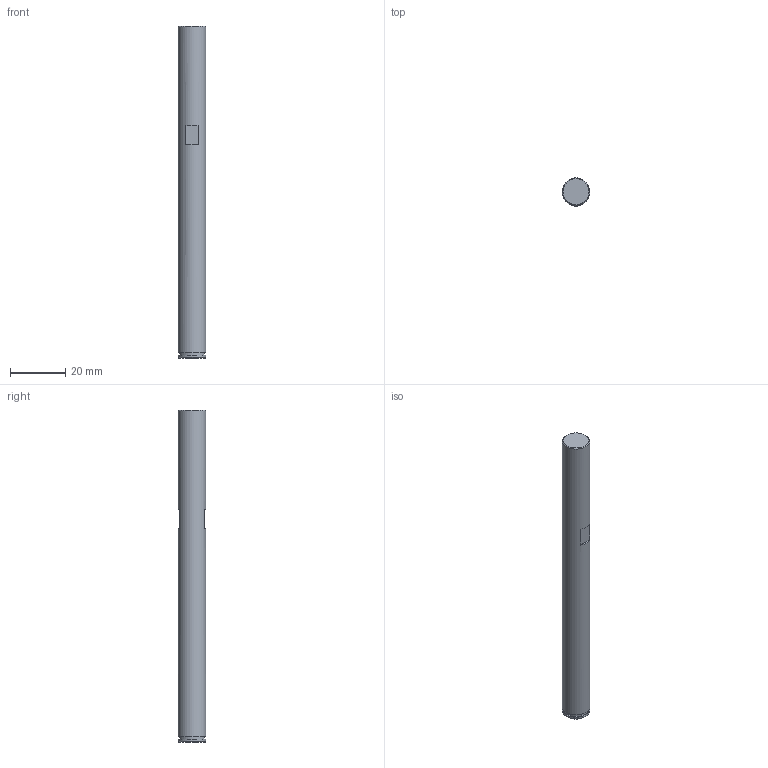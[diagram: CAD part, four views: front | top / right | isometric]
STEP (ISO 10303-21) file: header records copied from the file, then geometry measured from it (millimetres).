
FILE_DESCRIPTION (( 'STEP AP214' ), '1' );
FILE_NAME ('arbre _moteur_190Kv.STEP', '2020-07-14T15:29:52', ( '' ), ( '' ), 'SwSTEP 2.0', 'SolidWorks 2018', '' );
FILE_SCHEMA (( 'AUTOMOTIVE_DESIGN' ));
Length unit declared in the file: millimetre
Products named in the file (1): arbre _moteur_190Kv
Bounding box: 10 x 10 x 120 mm (x, y, z)
Volume: 9386.5 mm3; surface area: 3946.2 mm2
Topology: 1 solids, 1 shells, 15 faces, 26 edges, 17 vertices
Faces by surface type: plane 10, cylinder 3, cone 2
Full cylindrical faces by diameter (mm): 9 x1, 10 x2
Entity records: 364 total; most frequent: DIRECTION 64, CARTESIAN_POINT 52, ORIENTED_EDGE 40, AXIS2_PLACEMENT_3D 28, EDGE_LOOP 24, EDGE_CURVE 20, FACE_OUTER_BOUND 18, VERTEX_POINT 16
